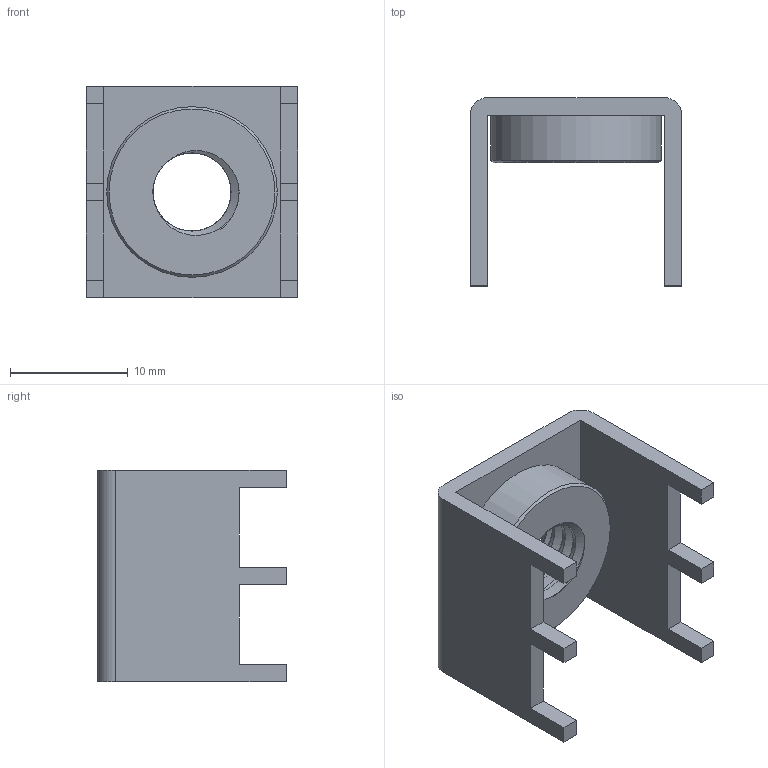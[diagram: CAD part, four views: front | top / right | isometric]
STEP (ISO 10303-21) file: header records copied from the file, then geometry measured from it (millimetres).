
FILE_DESCRIPTION (( 'STEP AP214' ), '1' );
FILE_NAME ('Terminal 18x18.STEP', '2025-06-13T12:32:44', ( 'Laa' ), ( '' ), 'SwSTEP 2.0', 'SolidWorks 2025', '' );
FILE_SCHEMA (( 'AUTOMOTIVE_DESIGN' ));
Length unit declared in the file: millimetre
Products named in the file (1): Terminal 18x18
Bounding box: 18 x 16 x 18 mm (x, y, z)
Volume: 1497 mm3; surface area: 1957.5 mm2
Topology: 1 solids, 1 shells, 51 faces, 138 edges, 90 vertices
Faces by surface type: plane 27, cylinder 13, bspline 7, cone 4
Entity records: 4516 total; most frequent: CARTESIAN_POINT 3306, ORIENTED_EDGE 276, DIRECTION 206, EDGE_CURVE 138, VERTEX_POINT 90, LINE 88, VECTOR 88, AXIS2_PLACEMENT_3D 59
